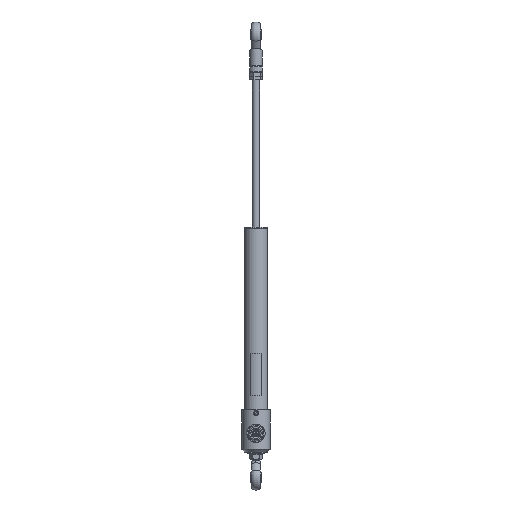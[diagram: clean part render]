
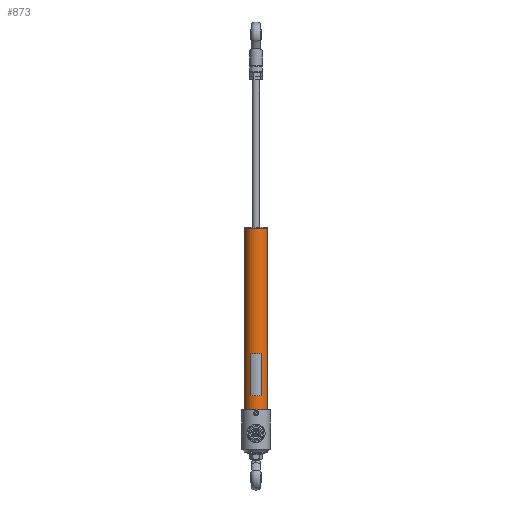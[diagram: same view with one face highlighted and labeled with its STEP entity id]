
A CAD part, front view. The second image highlights one B-rep face of the part: STEP entity #873.
In plain terms, the highlighted cylindrical face has radius 8 mm (diameter 16 mm), a partial arc.
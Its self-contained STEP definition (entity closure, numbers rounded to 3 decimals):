
#841 = EDGE_CURVE ( 'NONE', #842, #857, #3625, .T. ) ;
#842 = VERTEX_POINT ( 'NONE', #3526 ) ;
#857 = VERTEX_POINT ( 'NONE', #3642 ) ;
#859 = VERTEX_POINT ( 'NONE', #3612 ) ;
#861 = VERTEX_POINT ( 'NONE', #3693 ) ;
#862 = EDGE_LOOP ( 'NONE', ( #871, #875, #863, #876 ) ) ;
#863 = ORIENTED_EDGE ( 'NONE', *, *, #868, .T. ) ;
#864 = EDGE_CURVE ( 'NONE', #861, #859, #3694, .T. ) ;
#867 = EDGE_CURVE ( 'NONE', #861, #857, #3733, .T. ) ;
#868 = EDGE_CURVE ( 'NONE', #859, #842, #3647, .T. ) ;
#871 = ORIENTED_EDGE ( 'NONE', *, *, #867, .F. ) ;
#873 = ADVANCED_FACE ( 'NONE', ( #3715 ), #3732, .T. ) ;
#875 = ORIENTED_EDGE ( 'NONE', *, *, #864, .T. ) ;
#876 = ORIENTED_EDGE ( 'NONE', *, *, #841, .T. ) ;
#3526 = CARTESIAN_POINT ( 'NONE',  ( 8., 0., -0.15 ) ) ;
#3612 = CARTESIAN_POINT ( 'NONE',  ( 8., 0., -129.5 ) ) ;
#3613 = DIRECTION ( 'NONE',  ( 1., 0., 0. ) ) ;
#3614 = DIRECTION ( 'NONE',  ( 0., 0., -1. ) ) ;
#3615 = CARTESIAN_POINT ( 'NONE',  ( 0., 0., -0.15 ) ) ;
#3623 = AXIS2_PLACEMENT_3D ( 'NONE', #3615, #3614, #3613 ) ;
#3625 = CIRCLE ( 'NONE', #3623, 8. ) ;
#3642 = CARTESIAN_POINT ( 'NONE',  ( -8., 0., -0.15 ) ) ;
#3647 = LINE ( 'NONE', #3727, #3725 ) ;
#3676 = AXIS2_PLACEMENT_3D ( 'NONE', #3712, #3720, #3757 ) ;
#3678 = DIRECTION ( 'NONE',  ( -1., 0., 0. ) ) ;
#3679 = DIRECTION ( 'NONE',  ( 0., 0., 1. ) ) ;
#3680 = CARTESIAN_POINT ( 'NONE',  ( 0., 0., -129.5 ) ) ;
#3681 = AXIS2_PLACEMENT_3D ( 'NONE', #3680, #3679, #3678 ) ;
#3693 = CARTESIAN_POINT ( 'NONE',  ( -8., 0., -129.5 ) ) ;
#3694 = CIRCLE ( 'NONE', #3681, 8. ) ;
#3712 = CARTESIAN_POINT ( 'NONE',  ( 0., 0., -138.7 ) ) ;
#3715 = FACE_OUTER_BOUND ( 'NONE', #862, .T. ) ;
#3720 = DIRECTION ( 'NONE',  ( 0., 0., 1. ) ) ;
#3724 = DIRECTION ( 'NONE',  ( 0., 0., 1. ) ) ;
#3725 = VECTOR ( 'NONE', #3724, 1000. ) ;
#3727 = CARTESIAN_POINT ( 'NONE',  ( 8., 0., -138.7 ) ) ;
#3729 = DIRECTION ( 'NONE',  ( 0., 0., 1. ) ) ;
#3730 = VECTOR ( 'NONE', #3729, 1000. ) ;
#3731 = CARTESIAN_POINT ( 'NONE',  ( -8., 0., -138.7 ) ) ;
#3732 = CYLINDRICAL_SURFACE ( 'NONE', #3676, 8. ) ;
#3733 = LINE ( 'NONE', #3731, #3730 ) ;
#3757 = DIRECTION ( 'NONE',  ( 1., 0., 0. ) ) ;
